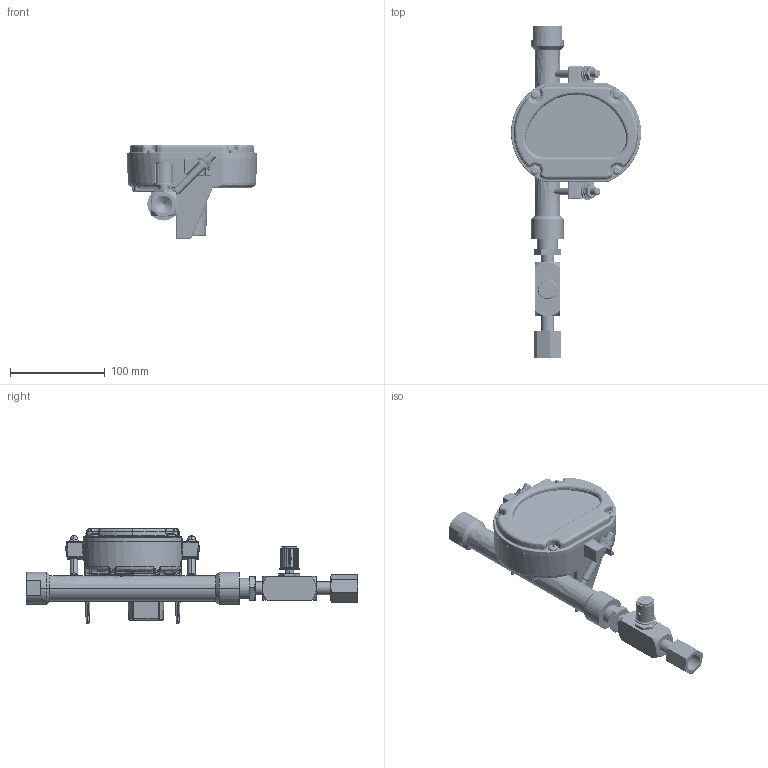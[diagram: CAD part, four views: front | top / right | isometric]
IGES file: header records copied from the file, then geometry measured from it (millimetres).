
Start section: SolidWorks IGES file using analytic representation for surfaces
Global section: file name: 3809G-A-D-07-B-1-B-0.IGS; native system: SolidWorks 2020; preprocessor: SolidWorks 2020; author: CRaksin; date: 220121.104145; units: inch
Bounding box: 137.16 x 349.94 x 99.89 mm (x, y, z)
Surface area: 172194.7 mm2 (no closed solid volume)
Topology: 0 solids, 0 shells, 1589 faces, 27406 edges, 27327 vertices
Faces by surface type: revolution 820, bspline 769
